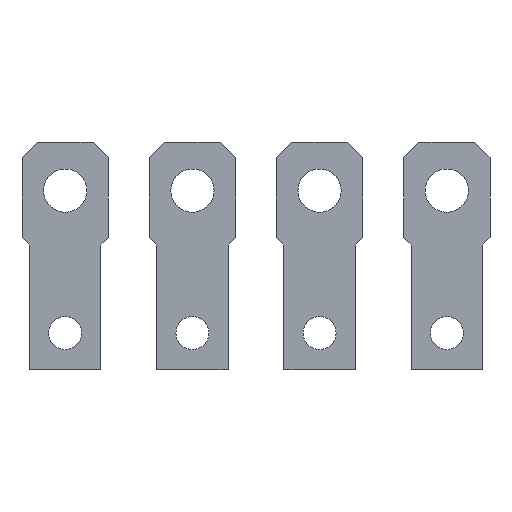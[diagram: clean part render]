
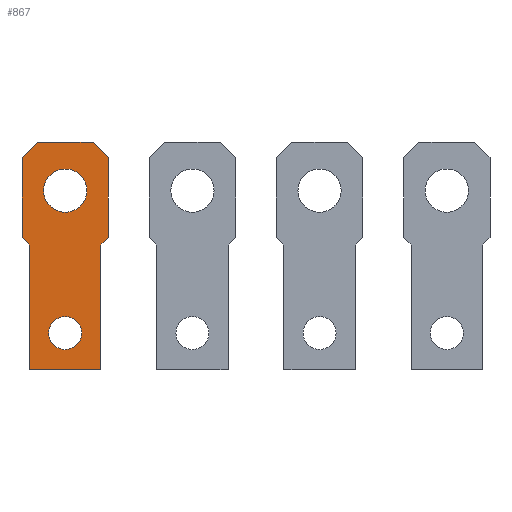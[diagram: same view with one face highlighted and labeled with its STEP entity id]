
A CAD part, front view. The second image highlights one B-rep face of the part: STEP entity #867.
In plain terms, the highlighted planar face has unit normal (0, -1, 0).
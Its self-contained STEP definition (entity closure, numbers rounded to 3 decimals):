
#345=AXIS2_PLACEMENT_3D('Plane Axis2P3D',#342,#343,#344) ;
#833=AXIS2_PLACEMENT_3D('Circle Axis2P3D',#831,#832,$) ;
#842=AXIS2_PLACEMENT_3D('Circle Axis2P3D',#840,#841,$) ;
#851=AXIS2_PLACEMENT_3D('Circle Axis2P3D',#849,#850,$) ;
#860=AXIS2_PLACEMENT_3D('Circle Axis2P3D',#858,#859,$) ;
#342=CARTESIAN_POINT('Axis2P3D Location',(0.,24.5,0.)) ;
#530=CARTESIAN_POINT('Vertex',(-30.5,24.5,95.)) ;
#544=CARTESIAN_POINT('Vertex',(-33.5,24.5,92.)) ;
#547=CARTESIAN_POINT('Line Origine',(-32.,24.5,93.5)) ;
#575=CARTESIAN_POINT('Vertex',(-33.5,24.5,76.3)) ;
#578=CARTESIAN_POINT('Line Origine',(-33.5,24.5,84.15)) ;
#606=CARTESIAN_POINT('Vertex',(-32.,24.5,74.8)) ;
#609=CARTESIAN_POINT('Line Origine',(-32.75,24.5,75.55)) ;
#637=CARTESIAN_POINT('Vertex',(-32.,24.5,50.3)) ;
#640=CARTESIAN_POINT('Line Origine',(-32.,24.5,62.55)) ;
#663=CARTESIAN_POINT('Vertex',(-18.,24.5,50.3)) ;
#666=CARTESIAN_POINT('Line Origine',(-25.,24.5,50.3)) ;
#694=CARTESIAN_POINT('Vertex',(-18.,24.5,74.8)) ;
#697=CARTESIAN_POINT('Line Origine',(-18.,24.5,62.55)) ;
#725=CARTESIAN_POINT('Vertex',(-16.5,24.5,76.3)) ;
#728=CARTESIAN_POINT('Line Origine',(-17.25,24.5,75.55)) ;
#756=CARTESIAN_POINT('Vertex',(-16.5,24.5,92.)) ;
#759=CARTESIAN_POINT('Line Origine',(-16.5,24.5,84.15)) ;
#787=CARTESIAN_POINT('Vertex',(-19.5,24.5,95.)) ;
#790=CARTESIAN_POINT('Line Origine',(-18.,24.5,93.5)) ;
#807=CARTESIAN_POINT('Line Origine',(-25.,24.5,95.)) ;
#831=CARTESIAN_POINT('Axis2P3D Location',(-25.,24.5,85.5)) ;
#835=CARTESIAN_POINT('Vertex',(-20.75,24.5,85.5)) ;
#837=CARTESIAN_POINT('Vertex',(-29.25,24.5,85.5)) ;
#840=CARTESIAN_POINT('Axis2P3D Location',(-25.,24.5,85.5)) ;
#849=CARTESIAN_POINT('Axis2P3D Location',(-25.,24.5,57.5)) ;
#853=CARTESIAN_POINT('Vertex',(-21.75,24.5,57.5)) ;
#855=CARTESIAN_POINT('Vertex',(-28.25,24.5,57.5)) ;
#858=CARTESIAN_POINT('Axis2P3D Location',(-25.,24.5,57.5)) ;
#343=DIRECTION('Axis2P3D Direction',(0.,-1.,0.)) ;
#344=DIRECTION('Axis2P3D XDirection',(1.,0.,0.)) ;
#548=DIRECTION('Vector Direction',(0.707,0.,0.707)) ;
#579=DIRECTION('Vector Direction',(0.,0.,1.)) ;
#610=DIRECTION('Vector Direction',(0.707,0.,-0.707)) ;
#641=DIRECTION('Vector Direction',(0.,0.,-1.)) ;
#667=DIRECTION('Vector Direction',(1.,0.,0.)) ;
#698=DIRECTION('Vector Direction',(0.,0.,1.)) ;
#729=DIRECTION('Vector Direction',(0.707,0.,0.707)) ;
#760=DIRECTION('Vector Direction',(0.,0.,-1.)) ;
#791=DIRECTION('Vector Direction',(-0.707,0.,0.707)) ;
#808=DIRECTION('Vector Direction',(1.,0.,0.)) ;
#832=DIRECTION('Axis2P3D Direction',(0.,-1.,0.)) ;
#841=DIRECTION('Axis2P3D Direction',(0.,-1.,0.)) ;
#850=DIRECTION('Axis2P3D Direction',(0.,-1.,0.)) ;
#859=DIRECTION('Axis2P3D Direction',(0.,-1.,0.)) ;
#549=VECTOR('Line Direction',#548,1.) ;
#580=VECTOR('Line Direction',#579,1.) ;
#611=VECTOR('Line Direction',#610,1.) ;
#642=VECTOR('Line Direction',#641,1.) ;
#668=VECTOR('Line Direction',#667,1.) ;
#699=VECTOR('Line Direction',#698,1.) ;
#730=VECTOR('Line Direction',#729,1.) ;
#761=VECTOR('Line Direction',#760,1.) ;
#792=VECTOR('Line Direction',#791,1.) ;
#809=VECTOR('Line Direction',#808,1.) ;
#820=ORIENTED_EDGE('',*,*,#551,.T.) ;
#821=ORIENTED_EDGE('',*,*,#582,.T.) ;
#822=ORIENTED_EDGE('',*,*,#613,.T.) ;
#823=ORIENTED_EDGE('',*,*,#644,.T.) ;
#824=ORIENTED_EDGE('',*,*,#670,.T.) ;
#825=ORIENTED_EDGE('',*,*,#701,.T.) ;
#826=ORIENTED_EDGE('',*,*,#732,.T.) ;
#827=ORIENTED_EDGE('',*,*,#763,.T.) ;
#828=ORIENTED_EDGE('',*,*,#794,.T.) ;
#829=ORIENTED_EDGE('',*,*,#811,.T.) ;
#846=ORIENTED_EDGE('',*,*,#839,.F.) ;
#847=ORIENTED_EDGE('',*,*,#844,.F.) ;
#864=ORIENTED_EDGE('',*,*,#857,.F.) ;
#865=ORIENTED_EDGE('',*,*,#862,.F.) ;
#848=FACE_BOUND('',#845,.T.) ;
#866=FACE_BOUND('',#863,.T.) ;
#867=ADVANCED_FACE('Terminali anteriori prolungati EF superiori',(#830,#848,#866),#346,.T.) ;
#834=CIRCLE('generated circle',#833,4.25) ;
#843=CIRCLE('generated circle',#842,4.25) ;
#852=CIRCLE('generated circle',#851,3.25) ;
#861=CIRCLE('generated circle',#860,3.25) ;
#551=EDGE_CURVE('',#531,#545,#550,.F.) ;
#582=EDGE_CURVE('',#545,#576,#581,.F.) ;
#613=EDGE_CURVE('',#576,#607,#612,.T.) ;
#644=EDGE_CURVE('',#607,#638,#643,.T.) ;
#670=EDGE_CURVE('',#638,#664,#669,.T.) ;
#701=EDGE_CURVE('',#664,#695,#700,.T.) ;
#732=EDGE_CURVE('',#695,#726,#731,.T.) ;
#763=EDGE_CURVE('',#726,#757,#762,.F.) ;
#794=EDGE_CURVE('',#757,#788,#793,.T.) ;
#811=EDGE_CURVE('',#788,#531,#810,.F.) ;
#839=EDGE_CURVE('',#836,#838,#834,.T.) ;
#844=EDGE_CURVE('',#838,#836,#843,.T.) ;
#857=EDGE_CURVE('',#854,#856,#852,.T.) ;
#862=EDGE_CURVE('',#856,#854,#861,.T.) ;
#819=EDGE_LOOP('',(#820,#821,#822,#823,#824,#825,#826,#827,#828,#829)) ;
#845=EDGE_LOOP('',(#846,#847)) ;
#863=EDGE_LOOP('',(#864,#865)) ;
#830=FACE_OUTER_BOUND('',#819,.T.) ;
#550=LINE('Line',#547,#549) ;
#581=LINE('Line',#578,#580) ;
#612=LINE('Line',#609,#611) ;
#643=LINE('Line',#640,#642) ;
#669=LINE('Line',#666,#668) ;
#700=LINE('Line',#697,#699) ;
#731=LINE('Line',#728,#730) ;
#762=LINE('Line',#759,#761) ;
#793=LINE('Line',#790,#792) ;
#810=LINE('Line',#807,#809) ;
#346=PLANE('',#345) ;
#531=VERTEX_POINT('',#530) ;
#545=VERTEX_POINT('',#544) ;
#576=VERTEX_POINT('',#575) ;
#607=VERTEX_POINT('',#606) ;
#638=VERTEX_POINT('',#637) ;
#664=VERTEX_POINT('',#663) ;
#695=VERTEX_POINT('',#694) ;
#726=VERTEX_POINT('',#725) ;
#757=VERTEX_POINT('',#756) ;
#788=VERTEX_POINT('',#787) ;
#836=VERTEX_POINT('',#835) ;
#838=VERTEX_POINT('',#837) ;
#854=VERTEX_POINT('',#853) ;
#856=VERTEX_POINT('',#855) ;
